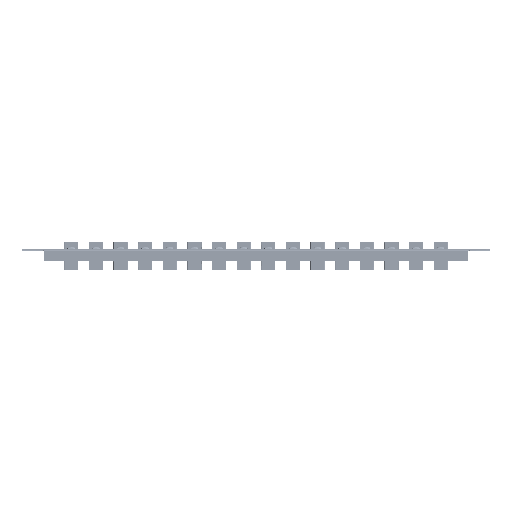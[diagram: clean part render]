
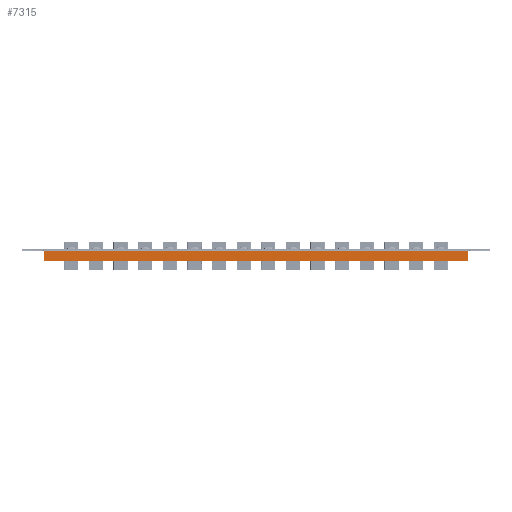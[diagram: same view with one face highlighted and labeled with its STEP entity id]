
A CAD part, front view. The second image highlights one B-rep face of the part: STEP entity #7315.
In plain terms, the highlighted planar face has unit normal (0, -1, 0).
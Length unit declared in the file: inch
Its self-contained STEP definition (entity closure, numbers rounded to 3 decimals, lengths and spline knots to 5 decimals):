
#569 = DIRECTION ( 'NONE',  ( -1., 0., 0. ) ) ;
#1220 = EDGE_CURVE ( 'NONE', #9679, #21090, #2709, .T. ) ;
#2217 = ORIENTED_EDGE ( 'NONE', *, *, #18381, .F. ) ;
#2709 = LINE ( 'NONE', #16123, #16535 ) ;
#2936 = EDGE_CURVE ( 'NONE', #9679, #3373, #4318, .T. ) ;
#3293 = PLANE ( 'NONE',  #16261 ) ;
#3373 = VERTEX_POINT ( 'NONE', #21787 ) ;
#3647 = DIRECTION ( 'NONE',  ( 0., 0., 1. ) ) ;
#3885 = CARTESIAN_POINT ( 'NONE',  ( 0.89206, -7.925, 0. ) ) ;
#4230 = CARTESIAN_POINT ( 'NONE',  ( 0.9, -7.925, 0. ) ) ;
#4318 = LINE ( 'NONE', #5860, #17495 ) ;
#5852 = ORIENTED_EDGE ( 'NONE', *, *, #6900, .T. ) ;
#5860 = CARTESIAN_POINT ( 'NONE',  ( 18.1, -7.925, -0.41339 ) ) ;
#6689 = VERTEX_POINT ( 'NONE', #4230 ) ;
#6900 = EDGE_CURVE ( 'NONE', #21090, #6689, #19284, .T. ) ;
#7315 = ADVANCED_FACE ( 'NONE', ( #16997 ), #3293, .T. ) ;
#8306 = CARTESIAN_POINT ( 'NONE',  ( 0.9, -7.925, -0.41339 ) ) ;
#9679 = VERTEX_POINT ( 'NONE', #17074 ) ;
#10606 = VECTOR ( 'NONE', #569, 39.37008 ) ;
#11589 = DIRECTION ( 'NONE',  ( 0., 0., -1. ) ) ;
#12798 = DIRECTION ( 'NONE',  ( 0., 0., 1. ) ) ;
#12858 = EDGE_LOOP ( 'NONE', ( #16032, #5852, #2217, #17031 ) ) ;
#13490 = DIRECTION ( 'NONE',  ( 0., -1., 0. ) ) ;
#14396 = VECTOR ( 'NONE', #3647, 39.37008 ) ;
#14807 = CARTESIAN_POINT ( 'NONE',  ( 19., -7.925, 0.05906 ) ) ;
#16032 = ORIENTED_EDGE ( 'NONE', *, *, #1220, .T. ) ;
#16123 = CARTESIAN_POINT ( 'NONE',  ( 18.1, -7.925, -0.41339 ) ) ;
#16261 = AXIS2_PLACEMENT_3D ( 'NONE', #14807, #13490, #11589 ) ;
#16535 = VECTOR ( 'NONE', #12798, 39.37008 ) ;
#16997 = FACE_OUTER_BOUND ( 'NONE', #12858, .T. ) ;
#17031 = ORIENTED_EDGE ( 'NONE', *, *, #2936, .F. ) ;
#17067 = LINE ( 'NONE', #8306, #14396 ) ;
#17074 = CARTESIAN_POINT ( 'NONE',  ( 18.1, -7.925, -0.41339 ) ) ;
#17495 = VECTOR ( 'NONE', #21166, 39.37008 ) ;
#18381 = EDGE_CURVE ( 'NONE', #3373, #6689, #17067, .T. ) ;
#19204 = CARTESIAN_POINT ( 'NONE',  ( 18.1, -7.925, 0. ) ) ;
#19284 = LINE ( 'NONE', #3885, #10606 ) ;
#21090 = VERTEX_POINT ( 'NONE', #19204 ) ;
#21166 = DIRECTION ( 'NONE',  ( -1., 0., 0. ) ) ;
#21787 = CARTESIAN_POINT ( 'NONE',  ( 0.9, -7.925, -0.41339 ) ) ;
